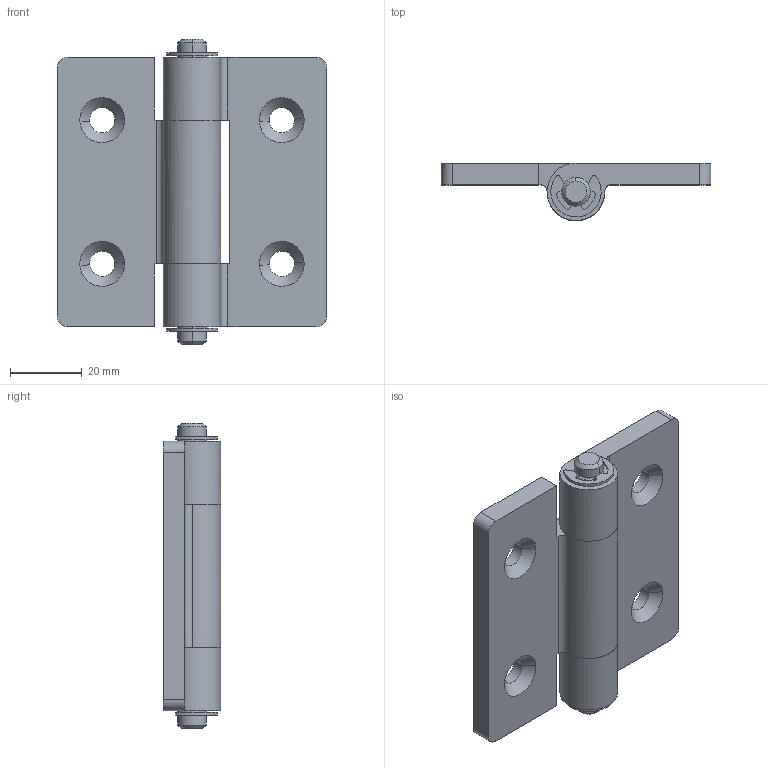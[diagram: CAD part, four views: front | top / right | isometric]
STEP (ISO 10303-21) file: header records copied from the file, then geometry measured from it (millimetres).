
FILE_DESCRIPTION((''),'2;1');
FILE_NAME('','2008-05-01T21:41:45',(''),(''),'','CADfix','');
FILE_SCHEMA(('AUTOMOTIVE_DESIGN { 1 0 10303 214 1 1 1 1 }'));
Length unit declared in the file: millimetre
Bounding box: 75 x 16 x 85 mm (x, y, z)
Volume: 40751 mm3; surface area: 19681.3 mm2
Topology: 5 solids, 5 shells, 109 faces, 341 edges, 246 vertices
Faces by surface type: bspline 109
Entity records: 4361 total; most frequent: CARTESIAN_POINT 2432, ORIENTED_EDGE 682, EDGE_CURVE 341, VERTEX_POINT 246, QUASI_UNIFORM_CURVE 145, EDGE_LOOP 127, FACE_OUTER_BOUND 109, ADVANCED_FACE 109
